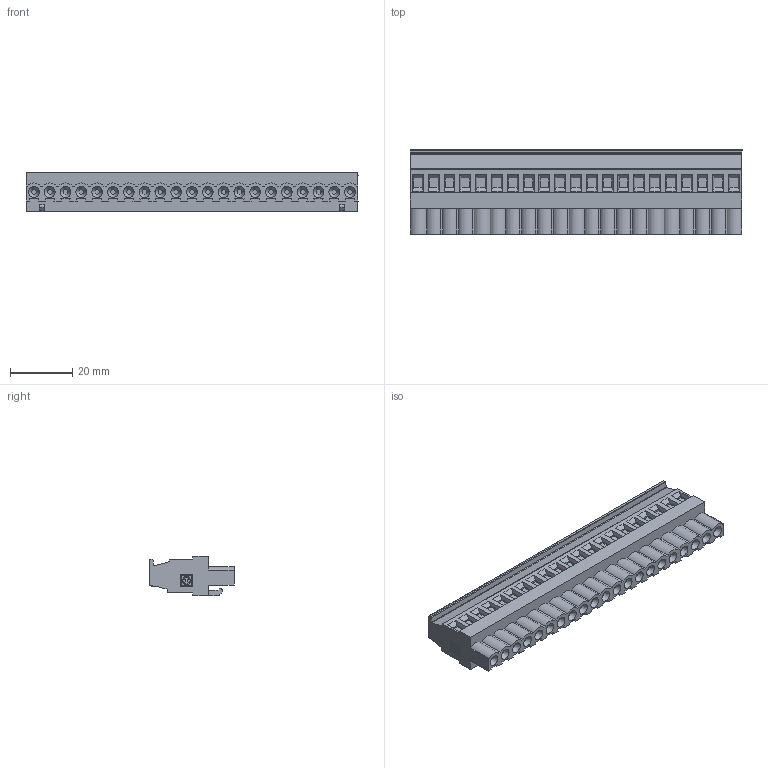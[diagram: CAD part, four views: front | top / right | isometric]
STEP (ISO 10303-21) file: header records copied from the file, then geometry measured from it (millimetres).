
FILE_DESCRIPTION(('STEP AP214'),'1');
FILE_NAME('SV21-5,08-P.stp','2020-05-11T07:16:19',(' '),(' '),'Spatial InterOp 3D',' ',' ');
FILE_SCHEMA(('automotive_design'));
Length unit declared in the file: metre
Products named in the file (1): 1
Bounding box: 106.68 x 27.1 x 12.7 mm (x, y, z)
Volume: 23864.8 mm3; surface area: 10973.4 mm2
Topology: 1 solids, 1 shells, 594 faces, 1494 edges, 969 vertices
Faces by surface type: plane 479, cylinder 93, cone 21, extrusion 1
Full cylindrical faces by diameter (mm): 1.6 x21, 4 x21
Entity records: 21596 total; most frequent: CARTESIAN_POINT 2980, DIRECTION 2795, ORIENTED_EDGE 2778, EDGE_CURVE 1389, VECTOR 1067, LINE 1066, VERTEX_POINT 927, AXIS2_PLACEMENT_3D 864
